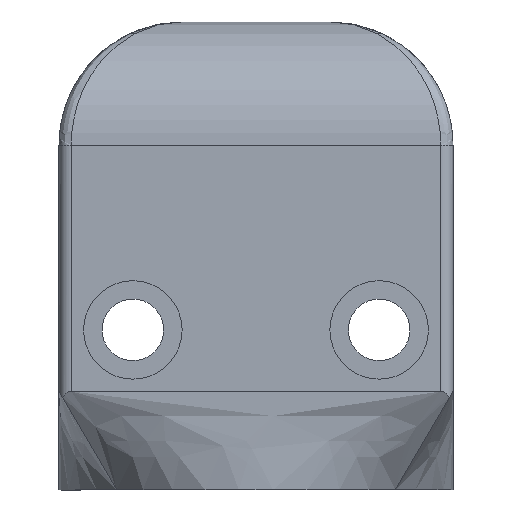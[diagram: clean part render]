
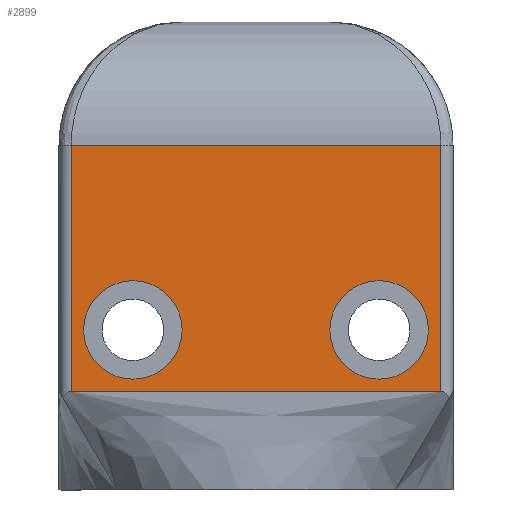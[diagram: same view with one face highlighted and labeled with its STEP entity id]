
A CAD part, left-side view. The second image highlights one B-rep face of the part: STEP entity #2899.
In plain terms, the highlighted planar face has unit normal (-1, 0, 0).
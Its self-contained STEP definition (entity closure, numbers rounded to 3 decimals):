
#572 = CYLINDRICAL_SURFACE('',#573,0.5);
#573 = AXIS2_PLACEMENT_3D('',#574,#575,#576);
#574 = CARTESIAN_POINT('',(-7.5,-7.5,10.));
#575 = DIRECTION('',(0.,0.,-1.));
#576 = DIRECTION('',(0.,-1.,0.));
#588 = VERTEX_POINT('',#589);
#589 = CARTESIAN_POINT('',(-8.,-7.5,10.));
#612 = CYLINDRICAL_SURFACE('',#613,5.);
#613 = AXIS2_PLACEMENT_3D('',#614,#615,#616);
#614 = CARTESIAN_POINT('',(-3.,8.,10.));
#615 = DIRECTION('',(0.,-1.,0.));
#616 = DIRECTION('',(0.,0.,1.));
#1552 = EDGE_CURVE('',#588,#1553,#1555,.T.);
#1553 = VERTEX_POINT('',#1554);
#1554 = CARTESIAN_POINT('',(-8.,-7.5,0.));
#1555 = SURFACE_CURVE('',#1556,(#1560,#1567),.PCURVE_S1.);
#1556 = LINE('',#1557,#1558);
#1557 = CARTESIAN_POINT('',(-8.,-7.5,10.));
#1558 = VECTOR('',#1559,1.);
#1559 = DIRECTION('',(0.,0.,-1.));
#1560 = PCURVE('',#572,#1561);
#1561 = DEFINITIONAL_REPRESENTATION('',(#1562),#1566);
#1562 = LINE('',#1563,#1564);
#1563 = CARTESIAN_POINT('',(1.571,0.));
#1564 = VECTOR('',#1565,1.);
#1565 = DIRECTION('',(0.,1.));
#1566 = ( GEOMETRIC_REPRESENTATION_CONTEXT(2) 
PARAMETRIC_REPRESENTATION_CONTEXT() REPRESENTATION_CONTEXT('2D SPACE',''
  ) );
#1567 = PCURVE('',#1568,#1573);
#1568 = PLANE('',#1569);
#1569 = AXIS2_PLACEMENT_3D('',#1570,#1571,#1572);
#1570 = CARTESIAN_POINT('',(-8.,8.,15.));
#1571 = DIRECTION('',(1.,0.,0.));
#1572 = DIRECTION('',(0.,0.,-1.));
#1573 = DEFINITIONAL_REPRESENTATION('',(#1574),#1578);
#1574 = LINE('',#1575,#1576);
#1575 = CARTESIAN_POINT('',(5.,-15.5));
#1576 = VECTOR('',#1577,1.);
#1577 = DIRECTION('',(1.,0.));
#1578 = ( GEOMETRIC_REPRESENTATION_CONTEXT(2) 
PARAMETRIC_REPRESENTATION_CONTEXT() REPRESENTATION_CONTEXT('2D SPACE',''
  ) );
#1612 = B_SPLINE_SURFACE_WITH_KNOTS('',8,1,(
    (#1613,#1614)
    ,(#1615,#1616)
    ,(#1617,#1618)
    ,(#1619,#1620)
    ,(#1621,#1622)
    ,(#1623,#1624)
    ,(#1625,#1626)
    ,(#1627,#1628)
    ,(#1629,#1630
    )),.UNSPECIFIED.,.F.,.F.,.F.,(9,9),(2,2),(0.,16.),(0.,1.),
  .PIECEWISE_BEZIER_KNOTS.);
#1613 = CARTESIAN_POINT('',(-8.,8.,0.));
#1614 = CARTESIAN_POINT('',(-5.657,5.657,-4.));
#1615 = CARTESIAN_POINT('',(-8.,6.,0.));
#1616 = CARTESIAN_POINT('',(-6.768,4.546,-4.));
#1617 = CARTESIAN_POINT('',(-8.,4.,0.));
#1618 = CARTESIAN_POINT('',(-7.629,3.186,-4.));
#1619 = CARTESIAN_POINT('',(-8.,2.,0.));
#1620 = CARTESIAN_POINT('',(-8.176,1.642,-4.));
#1621 = CARTESIAN_POINT('',(-8.,0.,0.));
#1622 = CARTESIAN_POINT('',(-8.364,0.,-4.));
#1623 = CARTESIAN_POINT('',(-8.,-2.,0.));
#1624 = CARTESIAN_POINT('',(-8.176,-1.642,-4.));
#1625 = CARTESIAN_POINT('',(-8.,-4.,0.));
#1626 = CARTESIAN_POINT('',(-7.629,-3.186,-4.));
#1627 = CARTESIAN_POINT('',(-8.,-6.,0.));
#1628 = CARTESIAN_POINT('',(-6.768,-4.546,-4.));
#1629 = CARTESIAN_POINT('',(-8.,-8.,0.));
#1630 = CARTESIAN_POINT('',(-5.657,-5.657,-4.));
#1699 = EDGE_CURVE('',#1700,#588,#1702,.T.);
#1700 = VERTEX_POINT('',#1701);
#1701 = CARTESIAN_POINT('',(-8.,7.5,10.));
#1702 = SURFACE_CURVE('',#1703,(#1707,#1714),.PCURVE_S1.);
#1703 = LINE('',#1704,#1705);
#1704 = CARTESIAN_POINT('',(-8.,8.,10.));
#1705 = VECTOR('',#1706,1.);
#1706 = DIRECTION('',(0.,-1.,0.));
#1707 = PCURVE('',#612,#1708);
#1708 = DEFINITIONAL_REPRESENTATION('',(#1709),#1713);
#1709 = LINE('',#1710,#1711);
#1710 = CARTESIAN_POINT('',(1.571,0.));
#1711 = VECTOR('',#1712,1.);
#1712 = DIRECTION('',(0.,1.));
#1713 = ( GEOMETRIC_REPRESENTATION_CONTEXT(2) 
PARAMETRIC_REPRESENTATION_CONTEXT() REPRESENTATION_CONTEXT('2D SPACE',''
  ) );
#1714 = PCURVE('',#1568,#1715);
#1715 = DEFINITIONAL_REPRESENTATION('',(#1716),#1720);
#1716 = LINE('',#1717,#1718);
#1717 = CARTESIAN_POINT('',(5.,0.));
#1718 = VECTOR('',#1719,1.);
#1719 = DIRECTION('',(0.,-1.));
#1720 = ( GEOMETRIC_REPRESENTATION_CONTEXT(2) 
PARAMETRIC_REPRESENTATION_CONTEXT() REPRESENTATION_CONTEXT('2D SPACE',''
  ) );
#2799 = EDGE_CURVE('',#2800,#1553,#2802,.T.);
#2800 = VERTEX_POINT('',#2801);
#2801 = CARTESIAN_POINT('',(-8.,7.5,0.));
#2802 = SURFACE_CURVE('',#2803,(#2807,#2814),.PCURVE_S1.);
#2803 = LINE('',#2804,#2805);
#2804 = CARTESIAN_POINT('',(-8.,8.,0.));
#2805 = VECTOR('',#2806,1.);
#2806 = DIRECTION('',(0.,-1.,0.));
#2807 = PCURVE('',#1612,#2808);
#2808 = DEFINITIONAL_REPRESENTATION('',(#2809),#2813);
#2809 = LINE('',#2810,#2811);
#2810 = CARTESIAN_POINT('',(0.,0.));
#2811 = VECTOR('',#2812,1.);
#2812 = DIRECTION('',(1.,0.));
#2813 = ( GEOMETRIC_REPRESENTATION_CONTEXT(2) 
PARAMETRIC_REPRESENTATION_CONTEXT() REPRESENTATION_CONTEXT('2D SPACE',''
  ) );
#2814 = PCURVE('',#1568,#2815);
#2815 = DEFINITIONAL_REPRESENTATION('',(#2816),#2820);
#2816 = LINE('',#2817,#2818);
#2817 = CARTESIAN_POINT('',(15.,0.));
#2818 = VECTOR('',#2819,1.);
#2819 = DIRECTION('',(0.,-1.));
#2820 = ( GEOMETRIC_REPRESENTATION_CONTEXT(2) 
PARAMETRIC_REPRESENTATION_CONTEXT() REPRESENTATION_CONTEXT('2D SPACE',''
  ) );
#2879 = CYLINDRICAL_SURFACE('',#2880,0.5);
#2880 = AXIS2_PLACEMENT_3D('',#2881,#2882,#2883);
#2881 = CARTESIAN_POINT('',(-7.5,7.5,10.));
#2882 = DIRECTION('',(0.,0.,-1.));
#2883 = DIRECTION('',(0.,1.,0.));
#2899 = ADVANCED_FACE('',(#2900,#2926,#2961),#1568,.F.);
#2900 = FACE_BOUND('',#2901,.F.);
#2901 = EDGE_LOOP('',(#2902,#2903,#2904,#2905));
#2902 = ORIENTED_EDGE('',*,*,#1699,.T.);
#2903 = ORIENTED_EDGE('',*,*,#1552,.T.);
#2904 = ORIENTED_EDGE('',*,*,#2799,.F.);
#2905 = ORIENTED_EDGE('',*,*,#2906,.F.);
#2906 = EDGE_CURVE('',#1700,#2800,#2907,.T.);
#2907 = SURFACE_CURVE('',#2908,(#2912,#2919),.PCURVE_S1.);
#2908 = LINE('',#2909,#2910);
#2909 = CARTESIAN_POINT('',(-8.,7.5,10.));
#2910 = VECTOR('',#2911,1.);
#2911 = DIRECTION('',(0.,0.,-1.));
#2912 = PCURVE('',#1568,#2913);
#2913 = DEFINITIONAL_REPRESENTATION('',(#2914),#2918);
#2914 = LINE('',#2915,#2916);
#2915 = CARTESIAN_POINT('',(5.,-0.5));
#2916 = VECTOR('',#2917,1.);
#2917 = DIRECTION('',(1.,0.));
#2918 = ( GEOMETRIC_REPRESENTATION_CONTEXT(2) 
PARAMETRIC_REPRESENTATION_CONTEXT() REPRESENTATION_CONTEXT('2D SPACE',''
  ) );
#2919 = PCURVE('',#2879,#2920);
#2920 = DEFINITIONAL_REPRESENTATION('',(#2921),#2925);
#2921 = LINE('',#2922,#2923);
#2922 = CARTESIAN_POINT('',(-1.571,0.));
#2923 = VECTOR('',#2924,1.);
#2924 = DIRECTION('',(-0.,1.));
#2925 = ( GEOMETRIC_REPRESENTATION_CONTEXT(2) 
PARAMETRIC_REPRESENTATION_CONTEXT() REPRESENTATION_CONTEXT('2D SPACE',''
  ) );
#2926 = FACE_BOUND('',#2927,.F.);
#2927 = EDGE_LOOP('',(#2928));
#2928 = ORIENTED_EDGE('',*,*,#2929,.T.);
#2929 = EDGE_CURVE('',#2930,#2930,#2932,.T.);
#2930 = VERTEX_POINT('',#2931);
#2931 = CARTESIAN_POINT('',(-8.,-7.,2.5));
#2932 = SURFACE_CURVE('',#2933,(#2938,#2949),.PCURVE_S1.);
#2933 = CIRCLE('',#2934,2.);
#2934 = AXIS2_PLACEMENT_3D('',#2935,#2936,#2937);
#2935 = CARTESIAN_POINT('',(-8.,-5.,2.5));
#2936 = DIRECTION('',(-1.,0.,0.));
#2937 = DIRECTION('',(0.,-1.,0.));
#2938 = PCURVE('',#1568,#2939);
#2939 = DEFINITIONAL_REPRESENTATION('',(#2940),#2948);
#2940 = ( BOUNDED_CURVE() B_SPLINE_CURVE(2,(#2941,#2942,#2943,#2944,
#2945,#2946,#2947),.UNSPECIFIED.,.T.,.F.) B_SPLINE_CURVE_WITH_KNOTS((1,2
    ,2,2,2,1),(-2.094,0.,2.094,4.189,
6.283,8.378),.UNSPECIFIED.) CURVE() 
GEOMETRIC_REPRESENTATION_ITEM() RATIONAL_B_SPLINE_CURVE((1.,0.5,1.,0.5,
1.,0.5,1.)) REPRESENTATION_ITEM('') );
#2941 = CARTESIAN_POINT('',(12.5,-15.));
#2942 = CARTESIAN_POINT('',(9.036,-15.));
#2943 = CARTESIAN_POINT('',(10.768,-12.));
#2944 = CARTESIAN_POINT('',(12.5,-9.));
#2945 = CARTESIAN_POINT('',(14.232,-12.));
#2946 = CARTESIAN_POINT('',(15.964,-15.));
#2947 = CARTESIAN_POINT('',(12.5,-15.));
#2948 = ( GEOMETRIC_REPRESENTATION_CONTEXT(2) 
PARAMETRIC_REPRESENTATION_CONTEXT() REPRESENTATION_CONTEXT('2D SPACE',''
  ) );
#2949 = PCURVE('',#2950,#2955);
#2950 = CYLINDRICAL_SURFACE('',#2951,2.);
#2951 = AXIS2_PLACEMENT_3D('',#2952,#2953,#2954);
#2952 = CARTESIAN_POINT('',(-8.,-5.,2.5));
#2953 = DIRECTION('',(1.,0.,0.));
#2954 = DIRECTION('',(0.,-1.,0.));
#2955 = DEFINITIONAL_REPRESENTATION('',(#2956),#2960);
#2956 = LINE('',#2957,#2958);
#2957 = CARTESIAN_POINT('',(-0.,0.));
#2958 = VECTOR('',#2959,1.);
#2959 = DIRECTION('',(-1.,0.));
#2960 = ( GEOMETRIC_REPRESENTATION_CONTEXT(2) 
PARAMETRIC_REPRESENTATION_CONTEXT() REPRESENTATION_CONTEXT('2D SPACE',''
  ) );
#2961 = FACE_BOUND('',#2962,.F.);
#2962 = EDGE_LOOP('',(#2963));
#2963 = ORIENTED_EDGE('',*,*,#2964,.T.);
#2964 = EDGE_CURVE('',#2965,#2965,#2967,.T.);
#2965 = VERTEX_POINT('',#2966);
#2966 = CARTESIAN_POINT('',(-8.,3.,2.5));
#2967 = SURFACE_CURVE('',#2968,(#2973,#2984),.PCURVE_S1.);
#2968 = CIRCLE('',#2969,2.);
#2969 = AXIS2_PLACEMENT_3D('',#2970,#2971,#2972);
#2970 = CARTESIAN_POINT('',(-8.,5.,2.5));
#2971 = DIRECTION('',(-1.,0.,0.));
#2972 = DIRECTION('',(0.,-1.,0.));
#2973 = PCURVE('',#1568,#2974);
#2974 = DEFINITIONAL_REPRESENTATION('',(#2975),#2983);
#2975 = ( BOUNDED_CURVE() B_SPLINE_CURVE(2,(#2976,#2977,#2978,#2979,
#2980,#2981,#2982),.UNSPECIFIED.,.T.,.F.) B_SPLINE_CURVE_WITH_KNOTS((1,2
    ,2,2,2,1),(-2.094,0.,2.094,4.189,
6.283,8.378),.UNSPECIFIED.) CURVE() 
GEOMETRIC_REPRESENTATION_ITEM() RATIONAL_B_SPLINE_CURVE((1.,0.5,1.,0.5,
1.,0.5,1.)) REPRESENTATION_ITEM('') );
#2976 = CARTESIAN_POINT('',(12.5,-5.));
#2977 = CARTESIAN_POINT('',(9.036,-5.));
#2978 = CARTESIAN_POINT('',(10.768,-2.));
#2979 = CARTESIAN_POINT('',(12.5,1.));
#2980 = CARTESIAN_POINT('',(14.232,-2.));
#2981 = CARTESIAN_POINT('',(15.964,-5.));
#2982 = CARTESIAN_POINT('',(12.5,-5.));
#2983 = ( GEOMETRIC_REPRESENTATION_CONTEXT(2) 
PARAMETRIC_REPRESENTATION_CONTEXT() REPRESENTATION_CONTEXT('2D SPACE',''
  ) );
#2984 = PCURVE('',#2985,#2990);
#2985 = CYLINDRICAL_SURFACE('',#2986,2.);
#2986 = AXIS2_PLACEMENT_3D('',#2987,#2988,#2989);
#2987 = CARTESIAN_POINT('',(-8.,5.,2.5));
#2988 = DIRECTION('',(1.,0.,0.));
#2989 = DIRECTION('',(0.,-1.,0.));
#2990 = DEFINITIONAL_REPRESENTATION('',(#2991),#2995);
#2991 = LINE('',#2992,#2993);
#2992 = CARTESIAN_POINT('',(-0.,0.));
#2993 = VECTOR('',#2994,1.);
#2994 = DIRECTION('',(-1.,0.));
#2995 = ( GEOMETRIC_REPRESENTATION_CONTEXT(2) 
PARAMETRIC_REPRESENTATION_CONTEXT() REPRESENTATION_CONTEXT('2D SPACE',''
  ) );
